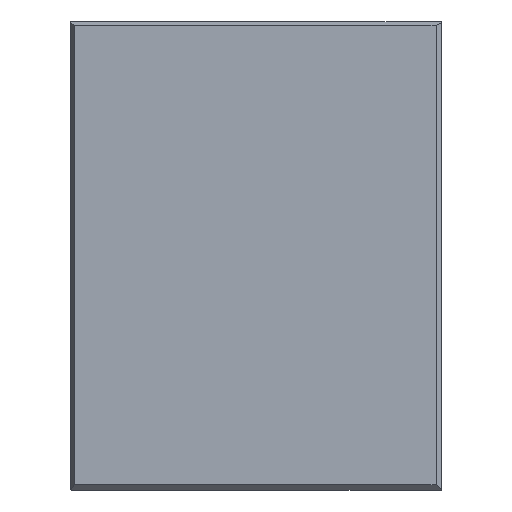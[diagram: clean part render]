
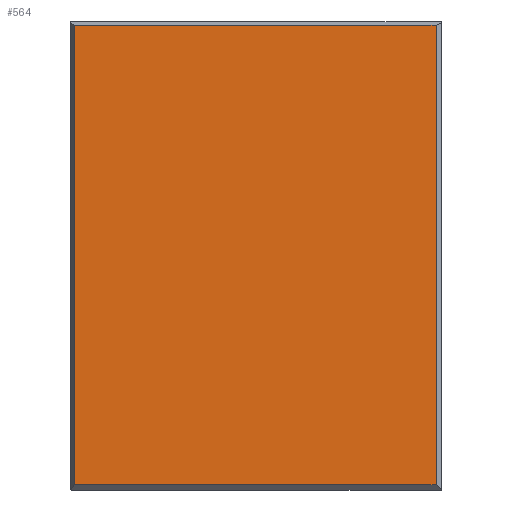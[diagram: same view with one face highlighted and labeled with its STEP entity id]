
A CAD part, left-side view. The second image highlights one B-rep face of the part: STEP entity #564.
In plain terms, the highlighted planar face has unit normal (-1, 0, 0).
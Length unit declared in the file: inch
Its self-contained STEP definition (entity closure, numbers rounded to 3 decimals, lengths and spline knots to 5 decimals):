
#28 = CARTESIAN_POINT ( 'NONE',  ( -2.11, 0.6685, 0.82339 ) ) ;
#75 = PLANE ( 'NONE',  #714 ) ;
#101 = LINE ( 'NONE', #1068, #253 ) ;
#111 = VERTEX_POINT ( 'NONE', #479 ) ;
#134 = LINE ( 'NONE', #356, #463 ) ;
#179 = EDGE_LOOP ( 'NONE', ( #751, #191, #1155, #492 ) ) ;
#191 = ORIENTED_EDGE ( 'NONE', *, *, #681, .T. ) ;
#253 = VECTOR ( 'NONE', #341, 39.37008 ) ;
#260 = DIRECTION ( 'NONE',  ( 0., 0., 1. ) ) ;
#280 = VERTEX_POINT ( 'NONE', #845 ) ;
#308 = EDGE_CURVE ( 'NONE', #280, #111, #435, .T. ) ;
#341 = DIRECTION ( 'NONE',  ( 0., -1., 0. ) ) ;
#356 = CARTESIAN_POINT ( 'NONE',  ( -2.11, -0.6435, 0. ) ) ;
#421 = VECTOR ( 'NONE', #666, 39.37008 ) ;
#435 = LINE ( 'NONE', #28, #421 ) ;
#436 = DIRECTION ( 'NONE',  ( -1., 0., 0. ) ) ;
#448 = DIRECTION ( 'NONE',  ( 0., 0., -1. ) ) ;
#463 = VECTOR ( 'NONE', #820, 39.37008 ) ;
#479 = CARTESIAN_POINT ( 'NONE',  ( -2.11, 0.64837, 0.82339 ) ) ;
#492 = ORIENTED_EDGE ( 'NONE', *, *, #308, .T. ) ;
#512 = VECTOR ( 'NONE', #448, 39.37008 ) ;
#564 = ADVANCED_FACE ( 'NONE', ( #1064 ), #75, .T. ) ;
#666 = DIRECTION ( 'NONE',  ( 0., 1., 0. ) ) ;
#681 = EDGE_CURVE ( 'NONE', #1141, #1113, #101, .T. ) ;
#714 = AXIS2_PLACEMENT_3D ( 'NONE', #799, #436, #260 ) ;
#751 = ORIENTED_EDGE ( 'NONE', *, *, #818, .T. ) ;
#782 = EDGE_CURVE ( 'NONE', #1113, #280, #134, .T. ) ;
#799 = CARTESIAN_POINT ( 'NONE',  ( -2.11, 0., 0. ) ) ;
#818 = EDGE_CURVE ( 'NONE', #111, #1141, #996, .T. ) ;
#820 = DIRECTION ( 'NONE',  ( 0., 0., 1. ) ) ;
#821 = CARTESIAN_POINT ( 'NONE',  ( -2.11, 0.64837, -0.818 ) ) ;
#845 = CARTESIAN_POINT ( 'NONE',  ( -2.11, -0.6435, 0.82339 ) ) ;
#996 = LINE ( 'NONE', #997, #512 ) ;
#997 = CARTESIAN_POINT ( 'NONE',  ( -2.11, 0.64837, -0.843 ) ) ;
#1002 = CARTESIAN_POINT ( 'NONE',  ( -2.11, -0.6435, -0.818 ) ) ;
#1064 = FACE_OUTER_BOUND ( 'NONE', #179, .T. ) ;
#1068 = CARTESIAN_POINT ( 'NONE',  ( -2.11, 0., -0.818 ) ) ;
#1113 = VERTEX_POINT ( 'NONE', #1002 ) ;
#1141 = VERTEX_POINT ( 'NONE', #821 ) ;
#1155 = ORIENTED_EDGE ( 'NONE', *, *, #782, .T. ) ;
